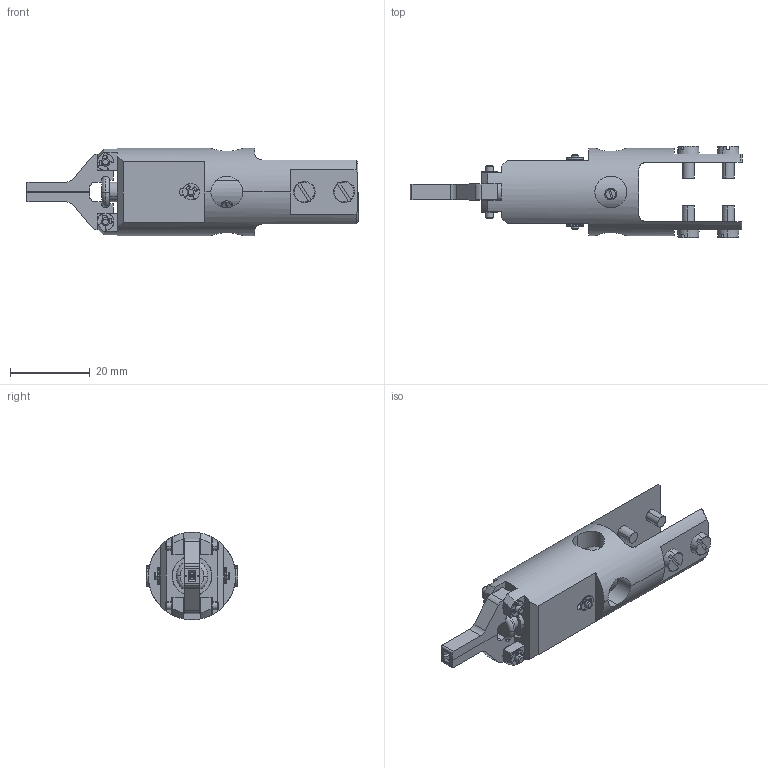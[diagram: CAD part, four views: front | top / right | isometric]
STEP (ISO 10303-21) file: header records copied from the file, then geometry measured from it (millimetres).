
FILE_DESCRIPTION(('CATIA V5 STEP Exchange'),'2;1');
FILE_NAME('PGRMS(OMH).stp','2016-09-07T11:38:33+00:00',('none'),('none'),'CATIA Version 5 Release 20 SP 7 (IN-10)','CATIA V5 STEP AP214','none');
FILE_SCHEMA(('AUTOMOTIVE_DESIGN { 1 0 10303 214 1 1 1 1 }'));
Length unit declared in the file: millimetre
Products named in the file (13): PGRMS(OM); 127; 426; 890; 8310; 8311; 8312; 8313; 8314; 12102002; 12103003; 18103006; 27101500
Assembly tree (30 placements, depth 2):
  PGRMS(OM)
    127  x2
    426  x2
    890  x6
    8310
    8311
    8312
    8313
    8314
    12102002
    12103003  x4
    18103006  x4
    27101500  x6
Bounding box: 83.5 x 23 x 22 mm (x, y, z)
Volume: 12510.8 mm3; surface area: 11225.2 mm2
Topology: 30 solids, 30 shells, 720 faces, 1781 edges, 1130 vertices
Faces by surface type: cylinder 308, plane 206, torus 136, cone 62, bspline 8
Entity records: 10581 total; most frequent: CARTESIAN_POINT 2795, ORIENTED_EDGE 1696, DIRECTION 1220, EDGE_CURVE 848, AXIS2_PLACEMENT_3D 617, VERTEX_POINT 551, EDGE_LOOP 377, CIRCLE 347
